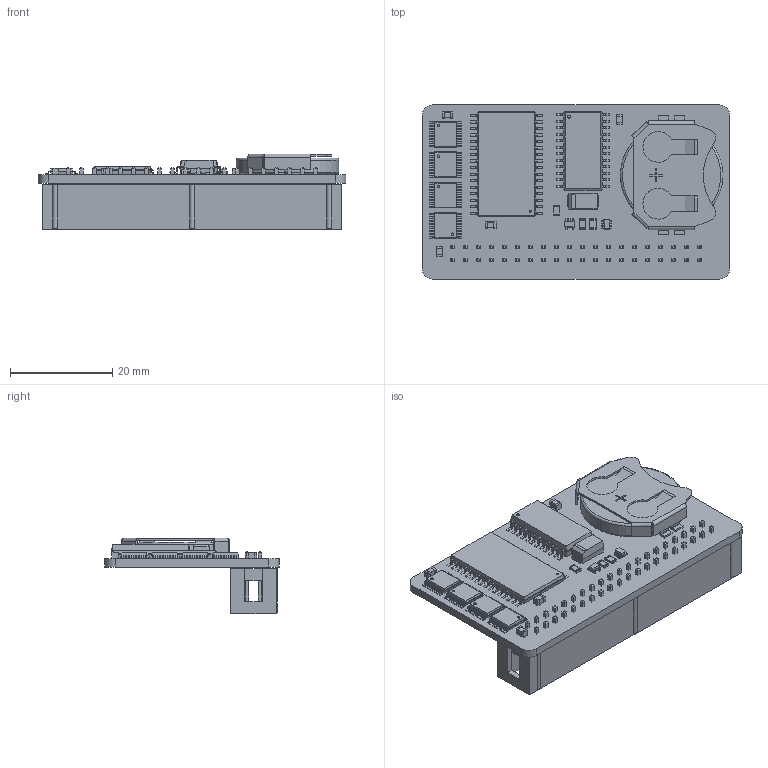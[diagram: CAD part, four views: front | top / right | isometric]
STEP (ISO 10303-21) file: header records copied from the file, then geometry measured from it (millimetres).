
FILE_DESCRIPTION(('KiCad electronic assembly'),'2;1');
FILE_NAME('MiniNDP_512K_B.step','2024-05-20T00:18:12',('Pcbnew'),( 'Kicad'),'Open CASCADE STEP processor 7.6','KiCad to STEP converter' ,'Unknown');
FILE_SCHEMA(('AUTOMOTIVE_DESIGN { 1 0 10303 214 1 1 1 1 }'));
Length unit declared in the file: millimetre
Products named in the file (24): MiniNDP_512K_B 1; CP_6032-28; CP_EIA_6032_28_Kemet_C; TSSOP-16; TSSOP_16_44x5mm_P065mm; C_0805; C_0805_2012Metric; SOIC-24W_7.5x15.4mm_P1.27mm; SOIC_24W_75x154mm_P127mm; SSOP-32_11.305x20.495mm_P1.27mm; SSOP_32_11305x20495mm_P127mm; SOT-363_SC-70-6; SOT_363_SC_70_6; R_0805; R_0805_2012Metric; SOT-353_SC-70-5; SOT_353_SC_70_5; CR2032_holder_Keystone_3034; BatteryHolder_Keystone_3034_1x20mm; CR2032_blank; IDC-Header_2x20_P2.54mm_Vertical; IDC_Header_2x20_P254mm_Vertical; MiniNDP_512K_B_PCB
Assembly tree (31 placements, depth 3):
  MiniNDP_512K_B 1
    CP_6032-28
      CP_EIA_6032_28_Kemet_C
    TSSOP-16  x4
      TSSOP_16_44x5mm_P065mm
    C_0805  x4
      C_0805_2012Metric
    SOIC-24W_7.5x15.4mm_P1.27mm
      SOIC_24W_75x154mm_P127mm
    SSOP-32_11.305x20.495mm_P1.27mm
      SSOP_32_11305x20495mm_P127mm
    SOT-363_SC-70-6
      SOT_363_SC_70_6
    R_0805  x3
      R_0805_2012Metric
    SOT-353_SC-70-5
      SOT_353_SC_70_5
    CR2032_holder_Keystone_3034
      BatteryHolder_Keystone_3034_1x20mm
    CR2032_blank
      CR2032_blank
    IDC-Header_2x20_P2.54mm_Vertical
      IDC_Header_2x20_P254mm_Vertical
    MiniNDP_512K_B_PCB
Bounding box: 60 x 34 x 14.8 mm (x, y, z)
Volume: 4222.2 mm3; surface area: 11291.3 mm2
Topology: 19 solids, 20 shells, 3353 faces, 8533 edges, 5318 vertices
Faces by surface type: plane 2404, cylinder 662, bspline 284, torus 3
Full cylindrical faces by diameter (mm): 0.4 x1, 0.5 x4, 0.6 x1, 1 x6, 20 x1
Entity records: 88057 total; most frequent: CARTESIAN_POINT 14219, ORIENTED_EDGE 12190, DIRECTION 11307, EDGE_CURVE 6096, LINE 5083, VECTOR 5083, VERTEX_POINT 3774, AXIS2_PLACEMENT_3D 3112
